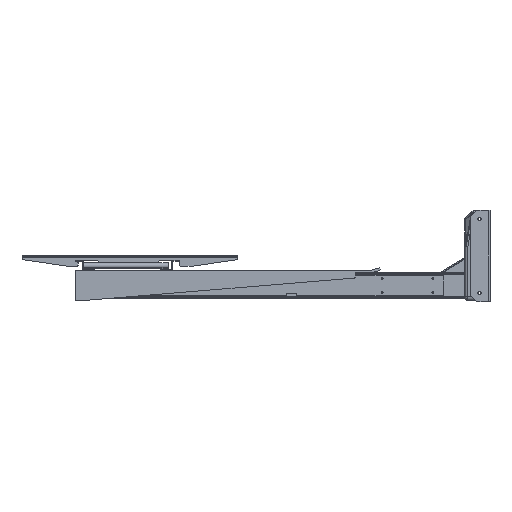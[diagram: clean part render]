
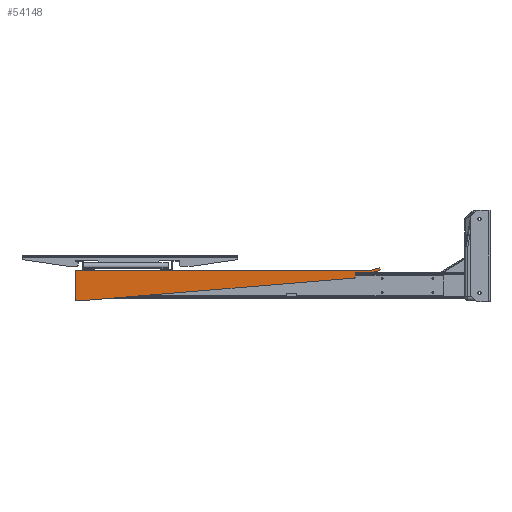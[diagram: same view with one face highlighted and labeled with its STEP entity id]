
A CAD part, left-side view. The second image highlights one B-rep face of the part: STEP entity #54148.
In plain terms, the highlighted planar face has unit normal (-1, 0, 0).
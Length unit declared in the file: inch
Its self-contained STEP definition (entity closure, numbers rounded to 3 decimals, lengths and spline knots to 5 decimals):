
#2787 = VERTEX_POINT ( 'NONE', #31119 ) ;
#4916 = LINE ( 'NONE', #24230, #45504 ) ;
#5902 = LINE ( 'NONE', #77492, #84669 ) ;
#7270 = EDGE_CURVE ( 'NONE', #98858, #2787, #95834, .T. ) ;
#7342 = VERTEX_POINT ( 'NONE', #78306 ) ;
#8964 = LINE ( 'NONE', #44377, #42384 ) ;
#9369 = ORIENTED_EDGE ( 'NONE', *, *, #91253, .T. ) ;
#10256 = VERTEX_POINT ( 'NONE', #11915 ) ;
#10900 = DIRECTION ( 'NONE',  ( 0., 1., 0. ) ) ;
#11005 = VERTEX_POINT ( 'NONE', #91159 ) ;
#11704 = VECTOR ( 'NONE', #49583, 39.37008 ) ;
#11915 = CARTESIAN_POINT ( 'NONE',  ( -2.59843, 71.45651, -3.50787 ) ) ;
#12378 = DIRECTION ( 'NONE',  ( 0., -0.997, 0.083 ) ) ;
#14018 = VECTOR ( 'NONE', #76116, 39.37008 ) ;
#14036 = CARTESIAN_POINT ( 'NONE',  ( -2.59843, 49.87517, -1.74223 ) ) ;
#14055 = VECTOR ( 'NONE', #70306, 39.37008 ) ;
#15506 = LINE ( 'NONE', #97805, #56084 ) ;
#16102 = ORIENTED_EDGE ( 'NONE', *, *, #46098, .F. ) ;
#16437 = LINE ( 'NONE', #37436, #14018 ) ;
#19075 = CARTESIAN_POINT ( 'NONE',  ( -2.59843, 71.08249, -3.50787 ) ) ;
#19576 = ORIENTED_EDGE ( 'NONE', *, *, #43533, .T. ) ;
#20406 = DIRECTION ( 'NONE',  ( 0., 0.25, 0.968 ) ) ;
#20564 = EDGE_CURVE ( 'NONE', #92814, #11005, #5902, .T. ) ;
#23597 = CARTESIAN_POINT ( 'NONE',  ( -2.59843, 71.45651, -3.50787 ) ) ;
#24230 = CARTESIAN_POINT ( 'NONE',  ( -2.59843, 47.9132, -1.34252 ) ) ;
#27151 = LINE ( 'NONE', #23597, #14055 ) ;
#27567 = CARTESIAN_POINT ( 'NONE',  ( -2.59843, 71.45651, -1.14567 ) ) ;
#29454 = DIRECTION ( 'NONE',  ( 0., 0., 1. ) ) ;
#30828 = LINE ( 'NONE', #67699, #11704 ) ;
#31119 = CARTESIAN_POINT ( 'NONE',  ( -2.59843, 49.80297, -1.66376 ) ) ;
#31898 = DIRECTION ( 'NONE',  ( 0., 1., 0. ) ) ;
#32605 = ORIENTED_EDGE ( 'NONE', *, *, #64313, .F. ) ;
#33528 = ORIENTED_EDGE ( 'NONE', *, *, #7270, .T. ) ;
#35235 = DIRECTION ( 'NONE',  ( 0., 1., 0. ) ) ;
#35743 = CARTESIAN_POINT ( 'NONE',  ( -2.59843, 47.88447, -0.94882 ) ) ;
#35898 = PLANE ( 'NONE',  #69897 ) ;
#36909 = VERTEX_POINT ( 'NONE', #46790 ) ;
#37436 = CARTESIAN_POINT ( 'NONE',  ( -2.59843, 47.9115, -1.1591 ) ) ;
#37868 = ORIENTED_EDGE ( 'NONE', *, *, #66106, .T. ) ;
#38337 = DIRECTION ( 'NONE',  ( 0., -0.083, -0.997 ) ) ;
#39078 = LINE ( 'NONE', #94927, #84443 ) ;
#42384 = VECTOR ( 'NONE', #20406, 39.37008 ) ;
#43193 = ORIENTED_EDGE ( 'NONE', *, *, #73915, .T. ) ;
#43533 = EDGE_CURVE ( 'NONE', #11005, #62494, #16437, .T. ) ;
#44377 = CARTESIAN_POINT ( 'NONE',  ( -2.59843, 47.85494, -1.06318 ) ) ;
#45504 = VECTOR ( 'NONE', #31898, 39.37008 ) ;
#45556 = FACE_OUTER_BOUND ( 'NONE', #52582, .T. ) ;
#46098 = EDGE_CURVE ( 'NONE', #10256, #36909, #15506, .T. ) ;
#46403 = LINE ( 'NONE', #19075, #67934 ) ;
#46790 = CARTESIAN_POINT ( 'NONE',  ( -2.59843, 71.45651, -1.14567 ) ) ;
#49583 = DIRECTION ( 'NONE',  ( 0., 0.968, -0.25 ) ) ;
#52031 = CARTESIAN_POINT ( 'NONE',  ( -2.59843, 49.80297, -1.34252 ) ) ;
#52582 = EDGE_LOOP ( 'NONE', ( #37868, #32605, #66389, #19576, #9369, #97345, #79369, #16102, #97756, #43193, #33528 ) ) ;
#52851 = EDGE_CURVE ( 'NONE', #7342, #36909, #39078, .T. ) ;
#53260 = CARTESIAN_POINT ( 'NONE',  ( -2.59843, 48.62186, -1.34252 ) ) ;
#54148 = ADVANCED_FACE ( 'NONE', ( #45556 ), #35898, .F. ) ;
#56084 = VECTOR ( 'NONE', #29454, 39.37008 ) ;
#58242 = CARTESIAN_POINT ( 'NONE',  ( -2.59843, 49.80297, -1.66376 ) ) ;
#62494 = VERTEX_POINT ( 'NONE', #88884 ) ;
#63509 = DIRECTION ( 'NONE',  ( 0., -0.968, 0.25 ) ) ;
#64313 = EDGE_CURVE ( 'NONE', #92814, #91419, #4916, .T. ) ;
#66106 = EDGE_CURVE ( 'NONE', #2787, #91419, #80199, .T. ) ;
#66389 = ORIENTED_EDGE ( 'NONE', *, *, #20564, .T. ) ;
#67252 = CARTESIAN_POINT ( 'NONE',  ( -2.59843, 71.08249, -3.50787 ) ) ;
#67699 = CARTESIAN_POINT ( 'NONE',  ( -2.59843, 48.64687, -1.14567 ) ) ;
#67934 = VECTOR ( 'NONE', #12378, 39.37008 ) ;
#69897 = AXIS2_PLACEMENT_3D ( 'NONE', #27567, #80947, #35235 ) ;
#70306 = DIRECTION ( 'NONE',  ( 0., -1., 0. ) ) ;
#73915 = EDGE_CURVE ( 'NONE', #86741, #98858, #46403, .T. ) ;
#74078 = EDGE_CURVE ( 'NONE', #75238, #7342, #30828, .T. ) ;
#74475 = AXIS2_PLACEMENT_3D ( 'NONE', #98955, #84043, #38337 ) ;
#75238 = VERTEX_POINT ( 'NONE', #35743 ) ;
#76116 = DIRECTION ( 'NONE',  ( 0., -0.508, 0.861 ) ) ;
#77492 = CARTESIAN_POINT ( 'NONE',  ( -2.59843, 48.62186, -1.34252 ) ) ;
#78306 = CARTESIAN_POINT ( 'NONE',  ( -2.59843, 48.64687, -1.14567 ) ) ;
#79061 = VECTOR ( 'NONE', #81234, 39.37008 ) ;
#79369 = ORIENTED_EDGE ( 'NONE', *, *, #52851, .T. ) ;
#80199 = LINE ( 'NONE', #58242, #79061 ) ;
#80947 = DIRECTION ( 'NONE',  ( 1., 0., 0. ) ) ;
#81234 = DIRECTION ( 'NONE',  ( 0., 0., 1. ) ) ;
#84043 = DIRECTION ( 'NONE',  ( -1., 0., 0. ) ) ;
#84443 = VECTOR ( 'NONE', #10900, 39.37008 ) ;
#84669 = VECTOR ( 'NONE', #63509, 39.37008 ) ;
#86741 = VERTEX_POINT ( 'NONE', #67252 ) ;
#88884 = CARTESIAN_POINT ( 'NONE',  ( -2.59843, 47.85494, -1.06318 ) ) ;
#91159 = CARTESIAN_POINT ( 'NONE',  ( -2.59843, 47.9115, -1.1591 ) ) ;
#91253 = EDGE_CURVE ( 'NONE', #62494, #75238, #8964, .T. ) ;
#91419 = VERTEX_POINT ( 'NONE', #52031 ) ;
#92814 = VERTEX_POINT ( 'NONE', #53260 ) ;
#93025 = EDGE_CURVE ( 'NONE', #10256, #86741, #27151, .T. ) ;
#94927 = CARTESIAN_POINT ( 'NONE',  ( -2.59843, 47.83446, -1.14567 ) ) ;
#95834 = CIRCLE ( 'NONE', #74475, 0.07874 ) ;
#97345 = ORIENTED_EDGE ( 'NONE', *, *, #74078, .T. ) ;
#97756 = ORIENTED_EDGE ( 'NONE', *, *, #93025, .T. ) ;
#97805 = CARTESIAN_POINT ( 'NONE',  ( -2.59843, 71.45651, -3.50787 ) ) ;
#98858 = VERTEX_POINT ( 'NONE', #14036 ) ;
#98955 = CARTESIAN_POINT ( 'NONE',  ( -2.59843, 49.88171, -1.66376 ) ) ;
